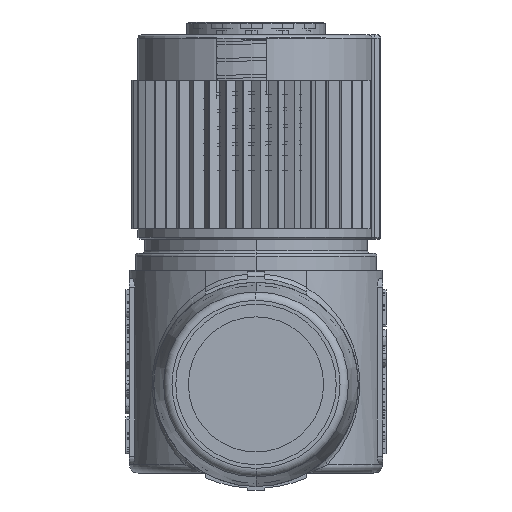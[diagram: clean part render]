
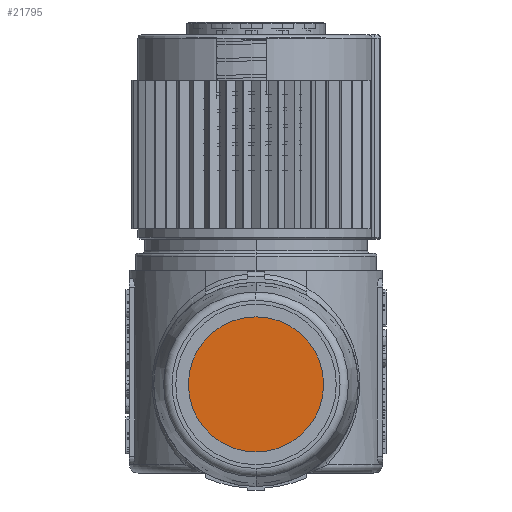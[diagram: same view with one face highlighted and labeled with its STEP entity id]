
A CAD part, front view. The second image highlights one B-rep face of the part: STEP entity #21795.
In plain terms, the highlighted planar face has unit normal (0, -1, 0).
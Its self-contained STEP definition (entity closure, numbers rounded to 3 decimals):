
#5590=CARTESIAN_POINT('',(0.,-239.2,-12.25));
#5591=DIRECTION('',(0.,1.,0.));
#5592=DIRECTION('',(0.,0.,-1.));
#5593=AXIS2_PLACEMENT_3D('',#5590,#5591,#5592);
#5595=CARTESIAN_POINT('',(0.,-239.2,-12.25));
#5596=DIRECTION('',(0.,1.,0.));
#5597=DIRECTION('',(0.,0.,1.));
#5598=AXIS2_PLACEMENT_3D('',#5595,#5596,#5597);
#14663=CARTESIAN_POINT('',(0.,-239.2,-16.25));
#14664=CARTESIAN_POINT('',(0.,-239.2,-8.25));
#14665=VERTEX_POINT('',#14663);
#14666=VERTEX_POINT('',#14664);
#21786=CARTESIAN_POINT('',(0.,-239.2,-12.25));
#21787=DIRECTION('',(0.,1.,0.));
#21788=DIRECTION('',(0.,0.,-1.));
#21789=AXIS2_PLACEMENT_3D('',#21786,#21787,#21788);
#21790=PLANE('',#21789);
#21791=ORIENTED_EDGE('',*,*,#21766,.T.);
#21792=ORIENTED_EDGE('',*,*,#21780,.T.);
#21793=EDGE_LOOP('',(#21791,#21792));
#21794=FACE_OUTER_BOUND('',#21793,.F.);
#5594=CIRCLE('',#5593,4.);
#5599=CIRCLE('',#5598,4.);
#21766=EDGE_CURVE('',#14665,#14666,#5594,.T.);
#21780=EDGE_CURVE('',#14666,#14665,#5599,.T.);
#21795=ADVANCED_FACE('',(#21794),#21790,.F.);
